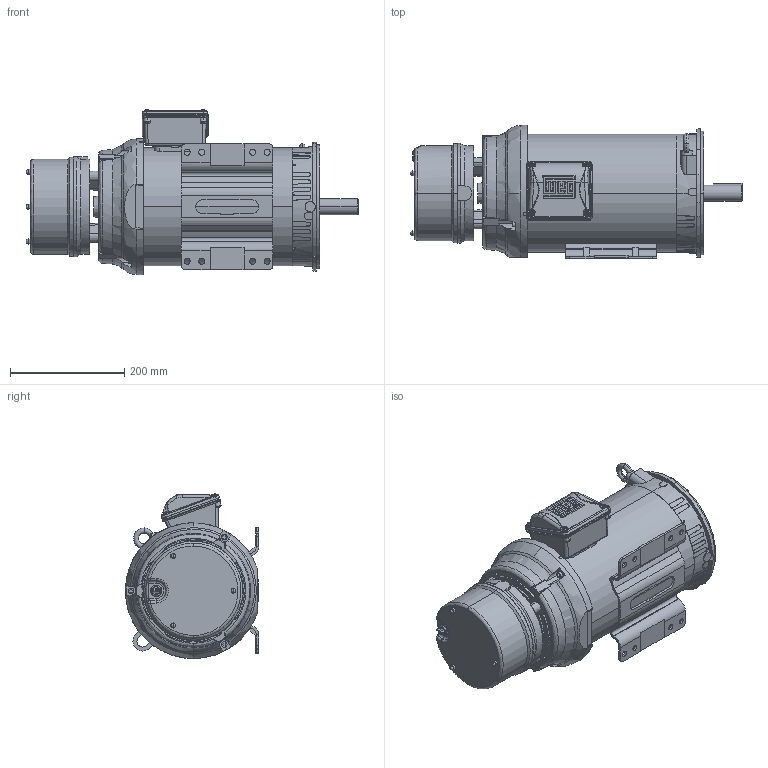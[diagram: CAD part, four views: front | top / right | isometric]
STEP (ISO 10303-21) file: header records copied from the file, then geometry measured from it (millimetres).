
FILE_DESCRIPTION (( 'STEP AP214' ), '1' );
FILE_NAME ('00318ET3EBM182TC-S.STEP', '2024-02-06T01:25:26', ( '' ), ( '' ), 'SwSTEP 2.0', 'SolidWorks 2021', '' );
FILE_SCHEMA (( 'AUTOMOTIVE_DESIGN' ));
Length unit declared in the file: inch
Products named in the file (1): 00318ET3EBM182TC-S
Bounding box: 580.15 x 233.05 x 289.04 mm (x, y, z)
Volume: 16195606 mm3; surface area: 789753.6 mm2
Topology: 21 solids, 21 shells, 1366 faces, 3495 edges, 2224 vertices
Faces by surface type: plane 549, cylinder 372, cone 322, bspline 123
Entity records: 48410 total; most frequent: CARTESIAN_POINT 16286, ORIENTED_EDGE 6946, DIRECTION 6370, EDGE_CURVE 3473, AXIS2_PLACEMENT_3D 2379, VERTEX_POINT 2224, VECTOR 1612, LINE 1612
